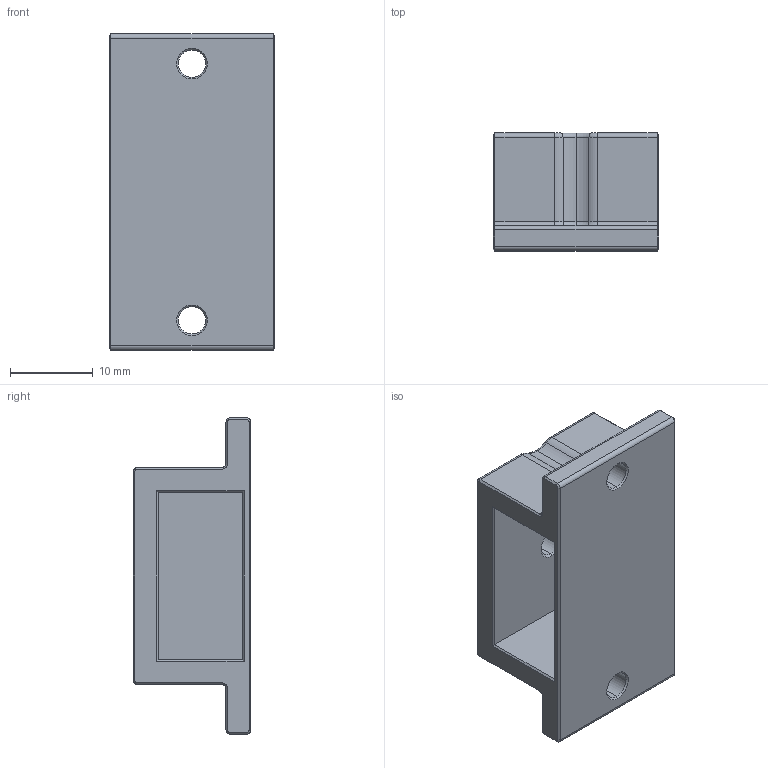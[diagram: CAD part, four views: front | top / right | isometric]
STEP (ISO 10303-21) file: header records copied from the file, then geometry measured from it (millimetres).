
FILE_DESCRIPTION (( 'STEP AP203' ), '1' );
FILE_NAME ('1020臏倰第盓殤.STEP', '2023-09-07T13:35:23', ( 'Leo' ), ( '' ), 'SwSTEP 2.0', 'SolidWorks 2018', '' );
FILE_SCHEMA (( 'CONFIG_CONTROL_DESIGN' ));
Length unit declared in the file: millimetre
Products named in the file (1): 1020臏倰第盓殤
Bounding box: 20 x 14.2 x 38.2 mm (x, y, z)
Volume: 4114.6 mm3; surface area: 4041.6 mm2
Topology: 1 solids, 1 shells, 104 faces, 237 edges, 136 vertices
Faces by surface type: plane 37, cone 28, cylinder 25, torus 14
Entity records: 2964 total; most frequent: DIRECTION 549, CARTESIAN_POINT 478, ORIENTED_EDGE 474, EDGE_CURVE 237, AXIS2_PLACEMENT_3D 207, VERTEX_POINT 136, LINE 135, VECTOR 135
